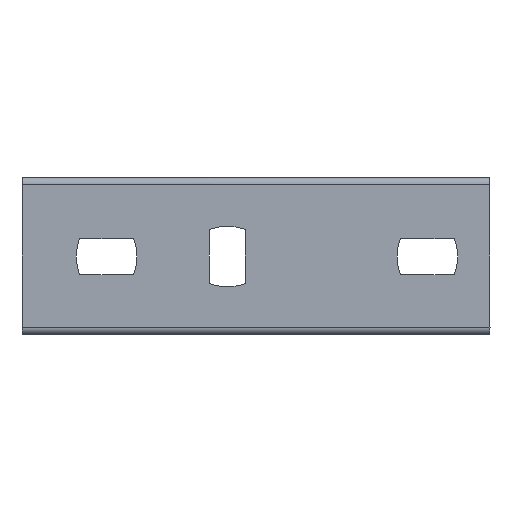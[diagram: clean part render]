
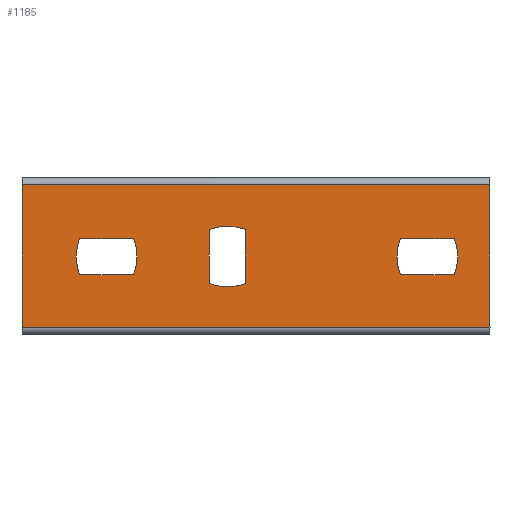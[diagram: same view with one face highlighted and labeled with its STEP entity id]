
A CAD part, left-side view. The second image highlights one B-rep face of the part: STEP entity #1185.
In plain terms, the highlighted planar face has unit normal (-1, 0, 0).
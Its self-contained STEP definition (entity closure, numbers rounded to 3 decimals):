
#61 = CIRCLE ( 'NONE', #3245, 14. ) ;
#76 = CIRCLE ( 'NONE', #3249, 14. ) ;
#119 = DIRECTION ( 'NONE',  ( -1., 0., 0. ) ) ;
#304 = DIRECTION ( 'NONE',  ( 0., 0., 1. ) ) ;
#308 = PLANE ( 'NONE',  #3181 ) ;
#314 = CARTESIAN_POINT ( 'NONE',  ( -1.5, 9.812, -70.98 ) ) ;
#414 = DIRECTION ( 'NONE',  ( 0., 0., 1. ) ) ;
#415 = CARTESIAN_POINT ( 'NONE',  ( -1.5, 129.812, -13.287 ) ) ;
#462 = DIRECTION ( 'NONE',  ( 0., 1., 0. ) ) ;
#463 = CARTESIAN_POINT ( 'NONE',  ( -1.5, 113.812, 16.714 ) ) ;
#464 = DIRECTION ( 'NONE',  ( 0., 0., 1. ) ) ;
#465 = CARTESIAN_POINT ( 'NONE',  ( -1.5, 77.812, 29.215 ) ) ;
#486 = DIRECTION ( 'NONE',  ( 0., -1., 0. ) ) ;
#488 = DIRECTION ( 'NONE',  ( 0., 0., -1. ) ) ;
#489 = DIRECTION ( 'NONE',  ( 1., 0., 0. ) ) ;
#490 = CARTESIAN_POINT ( 'NONE',  ( -1.5, 72.812, 16.138 ) ) ;
#491 = CARTESIAN_POINT ( 'NONE',  ( -1.5, 9.812, 2. ) ) ;
#493 = DIRECTION ( 'NONE',  ( 0., 1., 0. ) ) ;
#494 = CARTESIAN_POINT ( 'NONE',  ( -1.5, 113.812, 26.714 ) ) ;
#495 = DIRECTION ( 'NONE',  ( 0., 0., -1. ) ) ;
#496 = DIRECTION ( 'NONE',  ( 0., -1., 0. ) ) ;
#500 = CARTESIAN_POINT ( 'NONE',  ( -1.5, 9.812, 41.715 ) ) ;
#501 = CARTESIAN_POINT ( 'NONE',  ( -1.5, -0.188, 66.715 ) ) ;
#502 = DIRECTION ( 'NONE',  ( 0., 0., -1. ) ) ;
#503 = DIRECTION ( 'NONE',  ( 1., 0., 0. ) ) ;
#504 = CARTESIAN_POINT ( 'NONE',  ( -1.5, 72.812, 27.291 ) ) ;
#505 = DIRECTION ( 'NONE',  ( 0., -1., 0. ) ) ;
#506 = DIRECTION ( 'NONE',  ( 0., 0., -1. ) ) ;
#507 = DIRECTION ( 'NONE',  ( 1., 0., 0. ) ) ;
#508 = CARTESIAN_POINT ( 'NONE',  ( -1.5, 11.635, 21.715 ) ) ;
#509 = CARTESIAN_POINT ( 'NONE',  ( -1.5, 9.712, 16.715 ) ) ;
#551 = CARTESIAN_POINT ( 'NONE',  ( -1.5, 67.812, 29.215 ) ) ;
#556 = DIRECTION ( 'NONE',  ( 0., 0., -1. ) ) ;
#574 = DIRECTION ( 'NONE',  ( 0., 0., -1. ) ) ;
#575 = DIRECTION ( 'NONE',  ( 1., 0., 0. ) ) ;
#576 = CARTESIAN_POINT ( 'NONE',  ( -1.5, 22.789, 21.715 ) ) ;
#577 = CARTESIAN_POINT ( 'NONE',  ( -1.5, 9.712, 26.715 ) ) ;
#581 = DIRECTION ( 'NONE',  ( 0., -1., 0. ) ) ;
#977 = AXIS2_PLACEMENT_3D ( 'NONE', #576, #575, #574 ) ;
#1066 = EDGE_CURVE ( 'NONE', #2519, #2523, #2415, .T. ) ;
#1067 = EDGE_CURVE ( 'NONE', #2530, #2519, #2420, .T. ) ;
#1077 = EDGE_CURVE ( 'NONE', #2645, #2599, #2398, .T. ) ;
#1092 = EDGE_CURVE ( 'NONE', #2522, #2530, #2378, .T. ) ;
#1094 = EDGE_CURVE ( 'NONE', #2599, #2526, #2379, .T. ) ;
#1096 = EDGE_CURVE ( 'NONE', #2554, #2658, #2375, .T. ) ;
#1097 = EDGE_CURVE ( 'NONE', #2658, #2547, #2372, .T. ) ;
#1098 = EDGE_CURVE ( 'NONE', #2523, #2522, #2371, .T. ) ;
#1099 = EDGE_CURVE ( 'NONE', #2535, #2645, #2367, .T. ) ;
#1100 = EDGE_CURVE ( 'NONE', #2518, #2664, #2365, .T. ) ;
#1101 = EDGE_CURVE ( 'NONE', #2528, #2547, #2369, .T. ) ;
#1111 = EDGE_CURVE ( 'NONE', #2526, #2535, #2346, .T. ) ;
#1112 = EDGE_CURVE ( 'NONE', #2529, #2521, #2344, .T. ) ;
#1134 = EDGE_CURVE ( 'NONE', #2528, #2554, #2303, .T. ) ;
#1185 = ADVANCED_FACE ( 'NONE', ( #2253, #2247, #2268, #2248 ), #308, .T. ) ;
#1334 = CARTESIAN_POINT ( 'NONE',  ( -1.5, 98.812, 26.714 ) ) ;
#1346 = CARTESIAN_POINT ( 'NONE',  ( -1.5, -0.188, 41.715 ) ) ;
#1376 = CARTESIAN_POINT ( 'NONE',  ( -1.5, 67.812, 29.215 ) ) ;
#1414 = DIRECTION ( 'NONE',  ( 0., 0., -1. ) ) ;
#1416 = DIRECTION ( 'NONE',  ( 1., 0., 0. ) ) ;
#1417 = CARTESIAN_POINT ( 'NONE',  ( -1.5, 100.735, 21.714 ) ) ;
#1461 = DIRECTION ( 'NONE',  ( 0., 0., -1. ) ) ;
#1462 = DIRECTION ( 'NONE',  ( 1., 0., 0. ) ) ;
#1463 = CARTESIAN_POINT ( 'NONE',  ( -1.5, 111.889, 21.714 ) ) ;
#1475 = CARTESIAN_POINT ( 'NONE',  ( -1.5, 67.812, 14.215 ) ) ;
#1572 = CARTESIAN_POINT ( 'NONE',  ( -1.5, 129.812, 41.714 ) ) ;
#1578 = CARTESIAN_POINT ( 'NONE',  ( -1.5, -0.188, 2. ) ) ;
#1613 = CARTESIAN_POINT ( 'NONE',  ( -1.5, 77.812, 29.215 ) ) ;
#1631 = CARTESIAN_POINT ( 'NONE',  ( -1.5, 24.712, 26.715 ) ) ;
#1632 = CARTESIAN_POINT ( 'NONE',  ( -1.5, 98.812, 16.714 ) ) ;
#1636 = CARTESIAN_POINT ( 'NONE',  ( -1.5, 129.812, 2. ) ) ;
#1646 = CARTESIAN_POINT ( 'NONE',  ( -1.5, 77.812, 14.215 ) ) ;
#1655 = CARTESIAN_POINT ( 'NONE',  ( -1.5, 24.712, 16.715 ) ) ;
#1662 = CARTESIAN_POINT ( 'NONE',  ( -1.5, 9.712, 16.715 ) ) ;
#1663 = CARTESIAN_POINT ( 'NONE',  ( -1.5, 113.812, 16.714 ) ) ;
#1664 = CARTESIAN_POINT ( 'NONE',  ( -1.5, 9.712, 26.715 ) ) ;
#1670 = CARTESIAN_POINT ( 'NONE',  ( -1.5, 113.812, 26.714 ) ) ;
#2050 = EDGE_LOOP ( 'NONE', ( #2719, #2720, #2721, #2722 ) ) ;
#2051 = EDGE_LOOP ( 'NONE', ( #2710, #2711, #2712, #2714 ) ) ;
#2057 = EDGE_LOOP ( 'NONE', ( #2715, #2716, #2717, #2718 ) ) ;
#2064 = EDGE_LOOP ( 'NONE', ( #2723, #2724, #2725, #2726 ) ) ;
#2247 = FACE_BOUND ( 'NONE', #2057, .T. ) ;
#2248 = FACE_OUTER_BOUND ( 'NONE', #2064, .T. ) ;
#2253 = FACE_BOUND ( 'NONE', #2051, .T. ) ;
#2268 = FACE_BOUND ( 'NONE', #2050, .T. ) ;
#2300 = VECTOR ( 'NONE', #414, 1000. ) ;
#2303 = LINE ( 'NONE', #415, #2300 ) ;
#2341 = VECTOR ( 'NONE', #462, 1000. ) ;
#2343 = VECTOR ( 'NONE', #464, 1000. ) ;
#2344 = LINE ( 'NONE', #463, #2341 ) ;
#2346 = LINE ( 'NONE', #465, #2343 ) ;
#2361 = VECTOR ( 'NONE', #486, 1000. ) ;
#2363 = VECTOR ( 'NONE', #496, 1000. ) ;
#2365 = LINE ( 'NONE', #494, #2363 ) ;
#2366 = VECTOR ( 'NONE', #493, 1000. ) ;
#2367 = CIRCLE ( 'NONE', #3338, 14. ) ;
#2368 = VECTOR ( 'NONE', #495, 1000. ) ;
#2369 = LINE ( 'NONE', #491, #2361 ) ;
#2370 = VECTOR ( 'NONE', #505, 1000. ) ;
#2371 = LINE ( 'NONE', #509, #2366 ) ;
#2372 = LINE ( 'NONE', #501, #2368 ) ;
#2375 = LINE ( 'NONE', #500, #2370 ) ;
#2378 = CIRCLE ( 'NONE', #3345, 14. ) ;
#2379 = CIRCLE ( 'NONE', #3343, 14. ) ;
#2395 = VECTOR ( 'NONE', #556, 1000. ) ;
#2398 = LINE ( 'NONE', #551, #2395 ) ;
#2411 = VECTOR ( 'NONE', #581, 1000. ) ;
#2415 = CIRCLE ( 'NONE', #977, 14. ) ;
#2420 = LINE ( 'NONE', #577, #2411 ) ;
#2518 = VERTEX_POINT ( 'NONE', #1670 ) ;
#2519 = VERTEX_POINT ( 'NONE', #1664 ) ;
#2521 = VERTEX_POINT ( 'NONE', #1663 ) ;
#2522 = VERTEX_POINT ( 'NONE', #1655 ) ;
#2523 = VERTEX_POINT ( 'NONE', #1662 ) ;
#2526 = VERTEX_POINT ( 'NONE', #1646 ) ;
#2528 = VERTEX_POINT ( 'NONE', #1636 ) ;
#2529 = VERTEX_POINT ( 'NONE', #1632 ) ;
#2530 = VERTEX_POINT ( 'NONE', #1631 ) ;
#2535 = VERTEX_POINT ( 'NONE', #1613 ) ;
#2547 = VERTEX_POINT ( 'NONE', #1578 ) ;
#2554 = VERTEX_POINT ( 'NONE', #1572 ) ;
#2599 = VERTEX_POINT ( 'NONE', #1475 ) ;
#2645 = VERTEX_POINT ( 'NONE', #1376 ) ;
#2658 = VERTEX_POINT ( 'NONE', #1346 ) ;
#2664 = VERTEX_POINT ( 'NONE', #1334 ) ;
#2710 = ORIENTED_EDGE ( 'NONE', *, *, #1067, .T. ) ;
#2711 = ORIENTED_EDGE ( 'NONE', *, *, #1066, .T. ) ;
#2712 = ORIENTED_EDGE ( 'NONE', *, *, #1098, .T. ) ;
#2714 = ORIENTED_EDGE ( 'NONE', *, *, #1092, .T. ) ;
#2715 = ORIENTED_EDGE ( 'NONE', *, *, #1112, .T. ) ;
#2716 = ORIENTED_EDGE ( 'NONE', *, *, #3453, .T. ) ;
#2717 = ORIENTED_EDGE ( 'NONE', *, *, #1100, .T. ) ;
#2718 = ORIENTED_EDGE ( 'NONE', *, *, #3443, .T. ) ;
#2719 = ORIENTED_EDGE ( 'NONE', *, *, #1111, .T. ) ;
#2720 = ORIENTED_EDGE ( 'NONE', *, *, #1099, .T. ) ;
#2721 = ORIENTED_EDGE ( 'NONE', *, *, #1077, .T. ) ;
#2722 = ORIENTED_EDGE ( 'NONE', *, *, #1094, .T. ) ;
#2723 = ORIENTED_EDGE ( 'NONE', *, *, #1134, .F. ) ;
#2724 = ORIENTED_EDGE ( 'NONE', *, *, #1101, .T. ) ;
#2725 = ORIENTED_EDGE ( 'NONE', *, *, #1097, .F. ) ;
#2726 = ORIENTED_EDGE ( 'NONE', *, *, #1096, .F. ) ;
#3181 = AXIS2_PLACEMENT_3D ( 'NONE', #314, #119, #304 ) ;
#3245 = AXIS2_PLACEMENT_3D ( 'NONE', #1417, #1416, #1414 ) ;
#3249 = AXIS2_PLACEMENT_3D ( 'NONE', #1463, #1462, #1461 ) ;
#3338 = AXIS2_PLACEMENT_3D ( 'NONE', #490, #489, #488 ) ;
#3343 = AXIS2_PLACEMENT_3D ( 'NONE', #504, #503, #502 ) ;
#3345 = AXIS2_PLACEMENT_3D ( 'NONE', #508, #507, #506 ) ;
#3443 = EDGE_CURVE ( 'NONE', #2664, #2529, #76, .T. ) ;
#3453 = EDGE_CURVE ( 'NONE', #2521, #2518, #61, .T. ) ;
